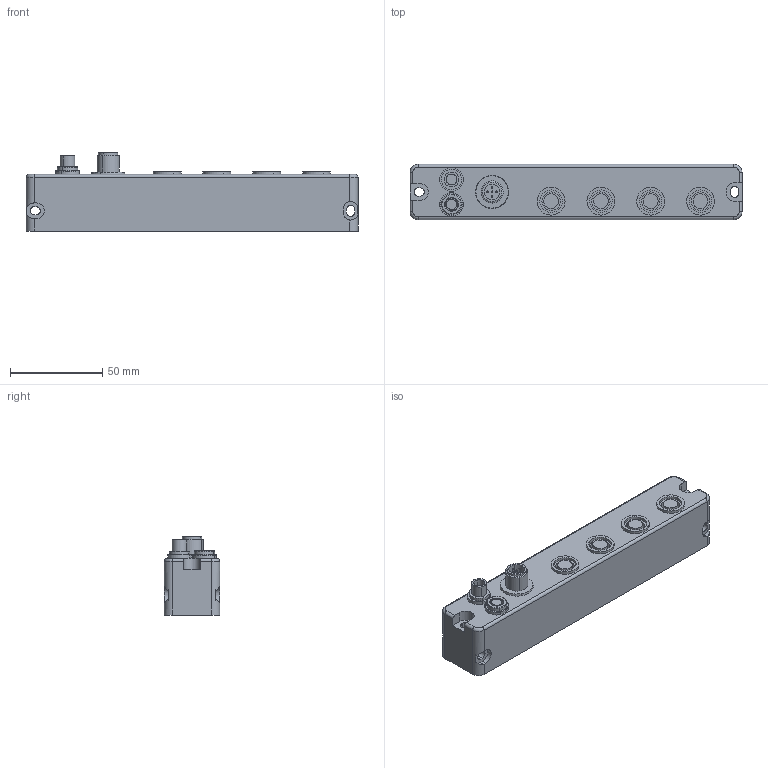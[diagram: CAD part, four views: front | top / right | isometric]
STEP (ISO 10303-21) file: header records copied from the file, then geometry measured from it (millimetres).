
FILE_DESCRIPTION(('CATIA V5 STEP Exchange','CAx-IF Rec.Pracs.--- Model Styling and Organization---1.2---2011-12-15'),'2;1');
FILE_NAME ('D1459609_0', '2018-07-28T17:38:57+00:00', ('none'), ('Weidmueller'), 'CATIA Version 5-6 Release 2014', 'CATIA V5 STEP AP214', 'none');
FILE_SCHEMA(('AUTOMOTIVE_DESIGN { 1 0 10303 214 1 1 1 1 }'));
Length unit declared in the file: millimetre
Products named in the file (1): 1938680000
Bounding box: 180 x 30 x 42.4 mm (x, y, z)
Volume: 163529.5 mm3; surface area: 30654.8 mm2
Topology: 18 solids, 18 shells, 199 faces, 440 edges, 284 vertices
Faces by surface type: cylinder 107, plane 78, torus 8, cone 6
Entity records: 5276 total; most frequent: CARTESIAN_POINT 1212, ORIENTED_EDGE 880, DIRECTION 644, EDGE_CURVE 440, AXIS2_PLACEMENT_3D 328, VERTEX_POINT 284, EDGE_LOOP 226, CIRCLE 214
